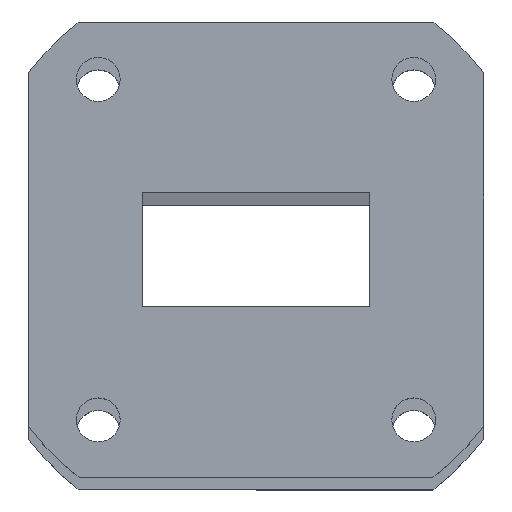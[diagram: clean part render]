
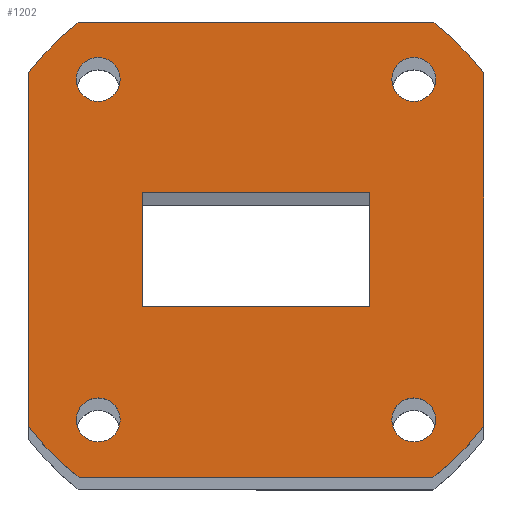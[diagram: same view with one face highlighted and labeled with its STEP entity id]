
A CAD part, top view. The second image highlights one B-rep face of the part: STEP entity #1202.
In plain terms, the highlighted planar face has unit normal (0, 0, 1).
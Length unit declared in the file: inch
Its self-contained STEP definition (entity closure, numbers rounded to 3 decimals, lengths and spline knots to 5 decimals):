
#18 = CIRCLE ( 'NONE', #920, 0.0725 ) ;
#21 = CARTESIAN_POINT ( 'NONE',  ( 0.52, 0.561, 0. ) ) ;
#45 = AXIS2_PLACEMENT_3D ( 'NONE', #1320, #1100, #1089 ) ;
#46 = ORIENTED_EDGE ( 'NONE', *, *, #1453, .F. ) ;
#53 = ORIENTED_EDGE ( 'NONE', *, *, #1103, .T. ) ;
#57 = LINE ( 'NONE', #660, #605 ) ;
#61 = ORIENTED_EDGE ( 'NONE', *, *, #1225, .T. ) ;
#62 = CARTESIAN_POINT ( 'NONE',  ( -0.4475, -0.561, 0. ) ) ;
#67 = EDGE_CURVE ( 'NONE', #724, #585, #382, .T. ) ;
#70 = CARTESIAN_POINT ( 'NONE',  ( 0.5831, 0.75, 0. ) ) ;
#76 = AXIS2_PLACEMENT_3D ( 'NONE', #765, #1232, #1338 ) ;
#84 = LINE ( 'NONE', #888, #1164 ) ;
#87 = VERTEX_POINT ( 'NONE', #522 ) ;
#90 = CARTESIAN_POINT ( 'NONE',  ( 0., 0., 0. ) ) ;
#151 = ORIENTED_EDGE ( 'NONE', *, *, #800, .T. ) ;
#152 = VERTEX_POINT ( 'NONE', #1319 ) ;
#153 = CARTESIAN_POINT ( 'NONE',  ( -0.5831, -0.75, 0. ) ) ;
#165 = VERTEX_POINT ( 'NONE', #1126 ) ;
#170 = VERTEX_POINT ( 'NONE', #1138 ) ;
#172 = CARTESIAN_POINT ( 'NONE',  ( 0.5831, -0.75, 0. ) ) ;
#177 = DIRECTION ( 'NONE',  ( 0., 1., 0. ) ) ;
#219 = DIRECTION ( 'NONE',  ( -1., 0., 0. ) ) ;
#231 = CARTESIAN_POINT ( 'NONE',  ( 0.375, -0.1875, 0. ) ) ;
#252 = DIRECTION ( 'NONE',  ( 0., 0., 1. ) ) ;
#254 = DIRECTION ( 'NONE',  ( 0., 0., -1. ) ) ;
#271 = VERTEX_POINT ( 'NONE', #441 ) ;
#276 = DIRECTION ( 'NONE',  ( -1., 0., 0. ) ) ;
#280 = CARTESIAN_POINT ( 'NONE',  ( -0.375, -0.1875, 0. ) ) ;
#286 = ORIENTED_EDGE ( 'NONE', *, *, #317, .F. ) ;
#288 = CARTESIAN_POINT ( 'NONE',  ( 0., 0., 0. ) ) ;
#298 = CARTESIAN_POINT ( 'NONE',  ( 0.5925, 0.561, 0. ) ) ;
#312 = CARTESIAN_POINT ( 'NONE',  ( -0.75, -0.5831, 0. ) ) ;
#317 = EDGE_CURVE ( 'NONE', #1222, #1222, #1457, .T. ) ;
#318 = CARTESIAN_POINT ( 'NONE',  ( -0.75, -0.75, 0. ) ) ;
#328 = DIRECTION ( 'NONE',  ( 0., 0., 1. ) ) ;
#333 = ORIENTED_EDGE ( 'NONE', *, *, #67, .T. ) ;
#349 = CARTESIAN_POINT ( 'NONE',  ( 0.75, 0.5831, 0. ) ) ;
#359 = EDGE_LOOP ( 'NONE', ( #831, #46, #1333, #1197 ) ) ;
#382 = CIRCLE ( 'NONE', #698, 0.95 ) ;
#388 = CIRCLE ( 'NONE', #76, 0.95 ) ;
#397 = VERTEX_POINT ( 'NONE', #153 ) ;
#399 = CARTESIAN_POINT ( 'NONE',  ( 0., 0., 0. ) ) ;
#403 = VERTEX_POINT ( 'NONE', #298 ) ;
#441 = CARTESIAN_POINT ( 'NONE',  ( -0.375, -0.1875, 0. ) ) ;
#445 = EDGE_LOOP ( 'NONE', ( #286 ) ) ;
#450 = PLANE ( 'NONE',  #455 ) ;
#455 = AXIS2_PLACEMENT_3D ( 'NONE', #90, #1267, #219 ) ;
#465 = ORIENTED_EDGE ( 'NONE', *, *, #992, .F. ) ;
#494 = LINE ( 'NONE', #1417, #1383 ) ;
#499 = CARTESIAN_POINT ( 'NONE',  ( 0.375, -0.1875, 0. ) ) ;
#509 = AXIS2_PLACEMENT_3D ( 'NONE', #1372, #328, #1498 ) ;
#517 = DIRECTION ( 'NONE',  ( 1., 0., 0. ) ) ;
#522 = CARTESIAN_POINT ( 'NONE',  ( -0.5831, 0.75, 0. ) ) ;
#541 = EDGE_CURVE ( 'NONE', #170, #734, #84, .T. ) ;
#543 = DIRECTION ( 'NONE',  ( 0., -1., 0. ) ) ;
#544 = VERTEX_POINT ( 'NONE', #1476 ) ;
#548 = DIRECTION ( 'NONE',  ( -1., 0., 0. ) ) ;
#579 = VECTOR ( 'NONE', #543, 39.37008 ) ;
#585 = VERTEX_POINT ( 'NONE', #70 ) ;
#593 = DIRECTION ( 'NONE',  ( 0., 0., 1. ) ) ;
#605 = VECTOR ( 'NONE', #1456, 39.37008 ) ;
#607 = VECTOR ( 'NONE', #811, 39.37008 ) ;
#615 = ORIENTED_EDGE ( 'NONE', *, *, #1032, .F. ) ;
#619 = ORIENTED_EDGE ( 'NONE', *, *, #1162, .F. ) ;
#660 = CARTESIAN_POINT ( 'NONE',  ( -0.75, -0.75, 0. ) ) ;
#671 = EDGE_CURVE ( 'NONE', #165, #87, #1140, .T. ) ;
#678 = FACE_BOUND ( 'NONE', #794, .T. ) ;
#693 = EDGE_LOOP ( 'NONE', ( #1298, #61, #1082, #53, #615, #1031, #333, #151 ) ) ;
#698 = AXIS2_PLACEMENT_3D ( 'NONE', #399, #884, #963 ) ;
#721 = DIRECTION ( 'NONE',  ( 1., 0., 0. ) ) ;
#723 = CARTESIAN_POINT ( 'NONE',  ( 0., 0., 0. ) ) ;
#724 = VERTEX_POINT ( 'NONE', #349 ) ;
#733 = CIRCLE ( 'NONE', #1044, 0.0725 ) ;
#734 = VERTEX_POINT ( 'NONE', #1061 ) ;
#744 = LINE ( 'NONE', #499, #1344 ) ;
#764 = EDGE_LOOP ( 'NONE', ( #1078 ) ) ;
#765 = CARTESIAN_POINT ( 'NONE',  ( 0., 0., 0. ) ) ;
#794 = EDGE_LOOP ( 'NONE', ( #619 ) ) ;
#800 = EDGE_CURVE ( 'NONE', #585, #87, #1199, .T. ) ;
#802 = VECTOR ( 'NONE', #517, 39.37008 ) ;
#805 = LINE ( 'NONE', #318, #579 ) ;
#811 = DIRECTION ( 'NONE',  ( 0., 1., 0. ) ) ;
#831 = ORIENTED_EDGE ( 'NONE', *, *, #541, .F. ) ;
#870 = CARTESIAN_POINT ( 'NONE',  ( 0.5925, -0.561, 0. ) ) ;
#881 = VERTEX_POINT ( 'NONE', #870 ) ;
#884 = DIRECTION ( 'NONE',  ( 0., 0., 1. ) ) ;
#888 = CARTESIAN_POINT ( 'NONE',  ( -0.375, 0.1875, 0. ) ) ;
#910 = EDGE_LOOP ( 'NONE', ( #465 ) ) ;
#918 = FACE_BOUND ( 'NONE', #910, .T. ) ;
#920 = AXIS2_PLACEMENT_3D ( 'NONE', #1052, #593, #1067 ) ;
#928 = DIRECTION ( 'NONE',  ( 0., -1., 0. ) ) ;
#936 = EDGE_CURVE ( 'NONE', #734, #271, #494, .T. ) ;
#949 = EDGE_CURVE ( 'NONE', #881, #881, #18, .T. ) ;
#951 = LINE ( 'NONE', #1293, #607 ) ;
#963 = DIRECTION ( 'NONE',  ( 1., 0., 0. ) ) ;
#977 = CIRCLE ( 'NONE', #1266, 0.95 ) ;
#992 = EDGE_CURVE ( 'NONE', #403, #403, #733, .T. ) ;
#1031 = ORIENTED_EDGE ( 'NONE', *, *, #1374, .T. ) ;
#1032 = EDGE_CURVE ( 'NONE', #544, #1055, #388, .T. ) ;
#1034 = FACE_BOUND ( 'NONE', #764, .T. ) ;
#1044 = AXIS2_PLACEMENT_3D ( 'NONE', #21, #252, #721 ) ;
#1052 = CARTESIAN_POINT ( 'NONE',  ( 0.52, -0.561, 0. ) ) ;
#1055 = VERTEX_POINT ( 'NONE', #172 ) ;
#1061 = CARTESIAN_POINT ( 'NONE',  ( -0.375, 0.1875, 0. ) ) ;
#1067 = DIRECTION ( 'NONE',  ( 1., 0., 0. ) ) ;
#1078 = ORIENTED_EDGE ( 'NONE', *, *, #949, .F. ) ;
#1082 = ORIENTED_EDGE ( 'NONE', *, *, #1471, .F. ) ;
#1088 = LINE ( 'NONE', #280, #802 ) ;
#1089 = DIRECTION ( 'NONE',  ( 1., 0., 0. ) ) ;
#1099 = DIRECTION ( 'NONE',  ( 0., 0., -1. ) ) ;
#1100 = DIRECTION ( 'NONE',  ( 0., 0., 1. ) ) ;
#1103 = EDGE_CURVE ( 'NONE', #397, #1055, #57, .T. ) ;
#1125 = FACE_BOUND ( 'NONE', #359, .T. ) ;
#1126 = CARTESIAN_POINT ( 'NONE',  ( -0.75, 0.5831, 0. ) ) ;
#1138 = CARTESIAN_POINT ( 'NONE',  ( 0.375, 0.1875, 0. ) ) ;
#1140 = CIRCLE ( 'NONE', #1189, 0.95 ) ;
#1162 = EDGE_CURVE ( 'NONE', #152, #152, #1505, .T. ) ;
#1164 = VECTOR ( 'NONE', #548, 39.37008 ) ;
#1189 = AXIS2_PLACEMENT_3D ( 'NONE', #723, #254, #1419 ) ;
#1197 = ORIENTED_EDGE ( 'NONE', *, *, #936, .F. ) ;
#1199 = LINE ( 'NONE', #1228, #1216 ) ;
#1202 = ADVANCED_FACE ( 'NONE', ( #1253, #1034, #918, #678, #1125, #1472 ), #450, .F. ) ;
#1216 = VECTOR ( 'NONE', #276, 39.37008 ) ;
#1222 = VERTEX_POINT ( 'NONE', #62 ) ;
#1225 = EDGE_CURVE ( 'NONE', #165, #1256, #805, .T. ) ;
#1228 = CARTESIAN_POINT ( 'NONE',  ( -0.75, 0.75, 0. ) ) ;
#1232 = DIRECTION ( 'NONE',  ( 0., 0., -1. ) ) ;
#1253 = FACE_BOUND ( 'NONE', #445, .T. ) ;
#1256 = VERTEX_POINT ( 'NONE', #312 ) ;
#1266 = AXIS2_PLACEMENT_3D ( 'NONE', #288, #1099, #1335 ) ;
#1267 = DIRECTION ( 'NONE',  ( 0., 0., -1. ) ) ;
#1293 = CARTESIAN_POINT ( 'NONE',  ( 0.75, -0.75, 0. ) ) ;
#1298 = ORIENTED_EDGE ( 'NONE', *, *, #671, .F. ) ;
#1319 = CARTESIAN_POINT ( 'NONE',  ( -0.4475, 0.561, 0. ) ) ;
#1320 = CARTESIAN_POINT ( 'NONE',  ( -0.52, -0.561, 0. ) ) ;
#1333 = ORIENTED_EDGE ( 'NONE', *, *, #1480, .F. ) ;
#1335 = DIRECTION ( 'NONE',  ( -1., 0., 0. ) ) ;
#1338 = DIRECTION ( 'NONE',  ( -1., 0., 0. ) ) ;
#1344 = VECTOR ( 'NONE', #177, 39.37008 ) ;
#1372 = CARTESIAN_POINT ( 'NONE',  ( -0.52, 0.561, 0. ) ) ;
#1374 = EDGE_CURVE ( 'NONE', #544, #724, #951, .T. ) ;
#1383 = VECTOR ( 'NONE', #928, 39.37008 ) ;
#1395 = VERTEX_POINT ( 'NONE', #231 ) ;
#1417 = CARTESIAN_POINT ( 'NONE',  ( -0.375, -0.1875, 0. ) ) ;
#1419 = DIRECTION ( 'NONE',  ( -1., 0., 0. ) ) ;
#1453 = EDGE_CURVE ( 'NONE', #1395, #170, #744, .T. ) ;
#1456 = DIRECTION ( 'NONE',  ( 1., 0., 0. ) ) ;
#1457 = CIRCLE ( 'NONE', #45, 0.0725 ) ;
#1471 = EDGE_CURVE ( 'NONE', #397, #1256, #977, .T. ) ;
#1472 = FACE_OUTER_BOUND ( 'NONE', #693, .T. ) ;
#1476 = CARTESIAN_POINT ( 'NONE',  ( 0.75, -0.5831, 0. ) ) ;
#1480 = EDGE_CURVE ( 'NONE', #271, #1395, #1088, .T. ) ;
#1498 = DIRECTION ( 'NONE',  ( 1., 0., 0. ) ) ;
#1505 = CIRCLE ( 'NONE', #509, 0.0725 ) ;
